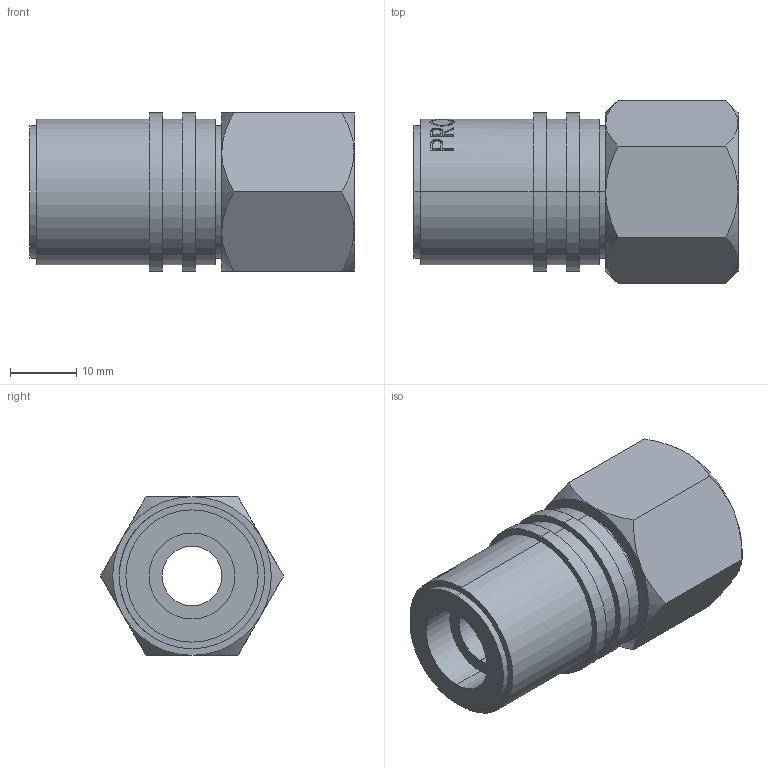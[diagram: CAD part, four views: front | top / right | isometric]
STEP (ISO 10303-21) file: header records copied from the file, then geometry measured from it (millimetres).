
FILE_DESCRIPTION (( 'STEP AP203' ), '1' );
FILE_NAME ('4404.STEP', '2022-07-27T16:04:00', ( '' ), ( '' ), 'SwSTEP 2.0', 'SolidWorks 2019', '' );
FILE_SCHEMA (( 'CONFIG_CONTROL_DESIGN' ));
Length unit declared in the file: millimetre
Products named in the file (1): 4404
Bounding box: 49 x 27.71 x 24 mm (x, y, z)
Volume: 14257.7 mm3; surface area: 6814.2 mm2
Topology: 1 solids, 1 shells, 136 faces, 332 edges, 216 vertices
Faces by surface type: plane 49, bspline 42, cylinder 29, cone 16
Entity records: 8921 total; most frequent: CARTESIAN_POINT 5987, ORIENTED_EDGE 664, DIRECTION 458, EDGE_CURVE 332, VERTEX_POINT 216, AXIS2_PLACEMENT_3D 191, B_SPLINE_CURVE_WITH_KNOTS 160, EDGE_LOOP 156
